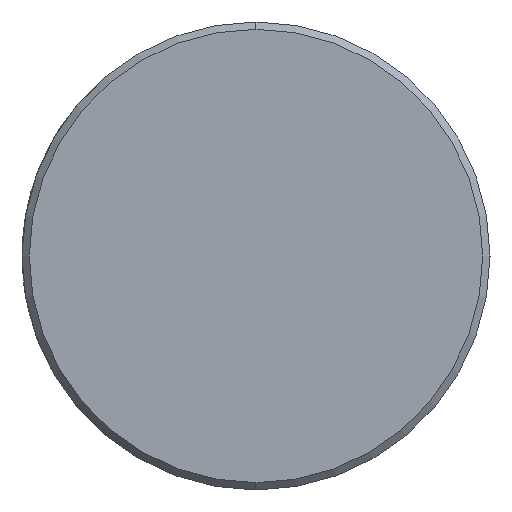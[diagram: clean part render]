
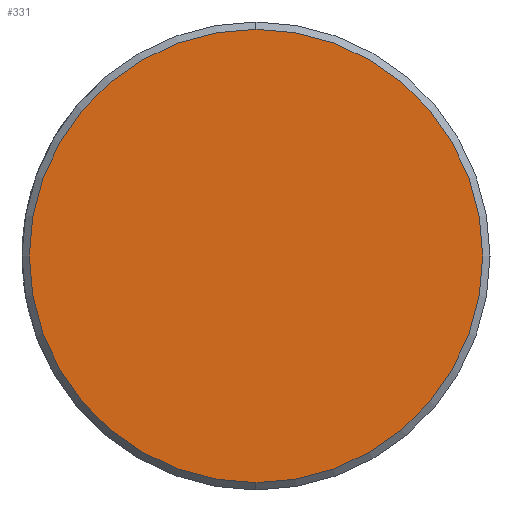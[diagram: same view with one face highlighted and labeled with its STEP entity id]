
A CAD part, left-side view. The second image highlights one B-rep face of the part: STEP entity #331.
In plain terms, the highlighted face is planar.
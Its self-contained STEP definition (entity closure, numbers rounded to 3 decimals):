
#197=CARTESIAN_POINT('',(0.,0.,0.));
#198=DIRECTION('',(0.,0.,1.));
#199=DIRECTION('',(-1.,0.,0.));
#200=AXIS2_PLACEMENT_3D('',#197,#198,#199);
#205=CARTESIAN_POINT('',(0.,0.,0.));
#206=DIRECTION('',(0.,0.,-1.));
#207=DIRECTION('',(-1.,0.,0.));
#208=AXIS2_PLACEMENT_3D('',#205,#206,#207);
#228=CARTESIAN_POINT('',(-7.75,0.,0.));
#230=VERTEX_POINT('',#228);
#232=CARTESIAN_POINT('',(7.75,0.,0.));
#234=VERTEX_POINT('',#232);
#322=CARTESIAN_POINT('',(0.,0.,0.));
#323=DIRECTION('',(0.,0.,-1.));
#324=DIRECTION('',(1.,0.,0.));
#325=AXIS2_PLACEMENT_3D('',#322,#323,#324);
#326=PLANE('',#325);
#327=ORIENTED_EDGE('',*,*,#315,.F.);
#328=ORIENTED_EDGE('',*,*,#304,.T.);
#329=EDGE_LOOP('',(#327,#328));
#330=FACE_OUTER_BOUND('',#329,.F.);
#201=CIRCLE('',#200,7.75);
#209=CIRCLE('',#208,7.75);
#304=EDGE_CURVE('',#230,#234,#209,.T.);
#315=EDGE_CURVE('',#230,#234,#201,.T.);
#331=ADVANCED_FACE('',(#330),#326,.F.);
